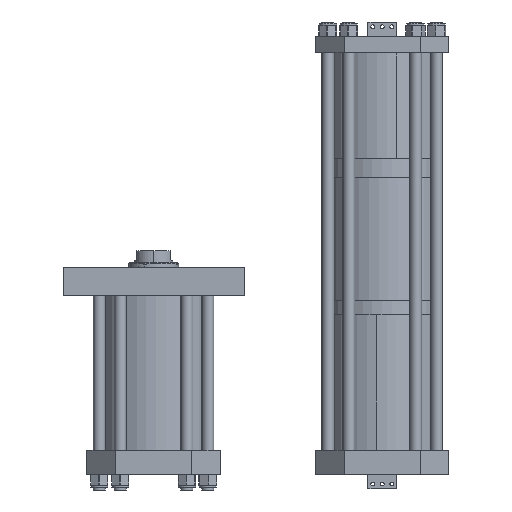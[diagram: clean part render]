
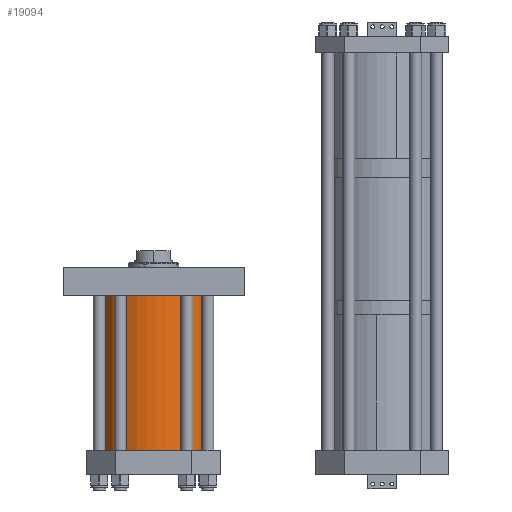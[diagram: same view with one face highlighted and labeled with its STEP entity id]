
A CAD part, front view. The second image highlights one B-rep face of the part: STEP entity #19094.
In plain terms, the highlighted cylindrical face has radius 152.4 mm (diameter 304.8 mm), a partial arc.
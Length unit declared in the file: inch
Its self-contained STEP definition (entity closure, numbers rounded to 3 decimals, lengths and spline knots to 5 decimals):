
#27 = CARTESIAN_POINT ( 'NONE',  ( -6., 0., 0. ) ) ;
#1938 = LINE ( 'NONE', #13439, #7298 ) ;
#2346 = ORIENTED_EDGE ( 'NONE', *, *, #10843, .T. ) ;
#2528 = LINE ( 'NONE', #15354, #16685 ) ;
#3047 = AXIS2_PLACEMENT_3D ( 'NONE', #8530, #8405, #18904 ) ;
#3837 = AXIS2_PLACEMENT_3D ( 'NONE', #14607, #7263, #16099 ) ;
#4193 = ORIENTED_EDGE ( 'NONE', *, *, #13356, .F. ) ;
#4501 = CARTESIAN_POINT ( 'NONE',  ( -6., 0., 16.188 ) ) ;
#4861 = FACE_OUTER_BOUND ( 'NONE', #12778, .T. ) ;
#4943 = EDGE_CURVE ( 'NONE', #18422, #5000, #15528, .T. ) ;
#5000 = VERTEX_POINT ( 'NONE', #7196 ) ;
#5258 = DIRECTION ( 'NONE',  ( 0., 0., -1. ) ) ;
#7196 = CARTESIAN_POINT ( 'NONE',  ( 6., 0., 16.188 ) ) ;
#7202 = ORIENTED_EDGE ( 'NONE', *, *, #4943, .F. ) ;
#7263 = DIRECTION ( 'NONE',  ( 0., 0., 1. ) ) ;
#7298 = VECTOR ( 'NONE', #13569, 39.37008 ) ;
#8405 = DIRECTION ( 'NONE',  ( 0., 0., 1. ) ) ;
#8530 = CARTESIAN_POINT ( 'NONE',  ( 0., 0., 0. ) ) ;
#9151 = EDGE_CURVE ( 'NONE', #18422, #11378, #2528, .T. ) ;
#10843 = EDGE_CURVE ( 'NONE', #11378, #12462, #12484, .T. ) ;
#10934 = DIRECTION ( 'NONE',  ( 0., 0., -1. ) ) ;
#11378 = VERTEX_POINT ( 'NONE', #27 ) ;
#12462 = VERTEX_POINT ( 'NONE', #14383 ) ;
#12484 = CIRCLE ( 'NONE', #3047, 6. ) ;
#12680 = DIRECTION ( 'NONE',  ( -1., 0., 0. ) ) ;
#12778 = EDGE_LOOP ( 'NONE', ( #4193, #7202, #14355, #2346 ) ) ;
#13356 = EDGE_CURVE ( 'NONE', #5000, #12462, #1938, .T. ) ;
#13439 = CARTESIAN_POINT ( 'NONE',  ( 6., 0., 16.188 ) ) ;
#13569 = DIRECTION ( 'NONE',  ( 0., 0., -1. ) ) ;
#14355 = ORIENTED_EDGE ( 'NONE', *, *, #9151, .T. ) ;
#14383 = CARTESIAN_POINT ( 'NONE',  ( 6., 0., 0. ) ) ;
#14607 = CARTESIAN_POINT ( 'NONE',  ( 0., 0., 16.188 ) ) ;
#15354 = CARTESIAN_POINT ( 'NONE',  ( -6., 0., 16.188 ) ) ;
#15528 = CIRCLE ( 'NONE', #3837, 6. ) ;
#16099 = DIRECTION ( 'NONE',  ( 1., 0., 0. ) ) ;
#16267 = CYLINDRICAL_SURFACE ( 'NONE', #16555, 6. ) ;
#16555 = AXIS2_PLACEMENT_3D ( 'NONE', #17140, #5258, #12680 ) ;
#16685 = VECTOR ( 'NONE', #10934, 39.37008 ) ;
#17140 = CARTESIAN_POINT ( 'NONE',  ( 0., 0., 16.188 ) ) ;
#18422 = VERTEX_POINT ( 'NONE', #4501 ) ;
#18904 = DIRECTION ( 'NONE',  ( 1., 0., 0. ) ) ;
#19094 = ADVANCED_FACE ( 'NONE', ( #4861 ), #16267, .T. ) ;
